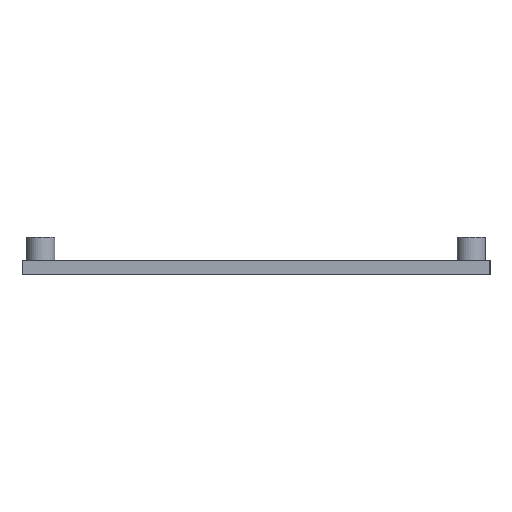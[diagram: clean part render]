
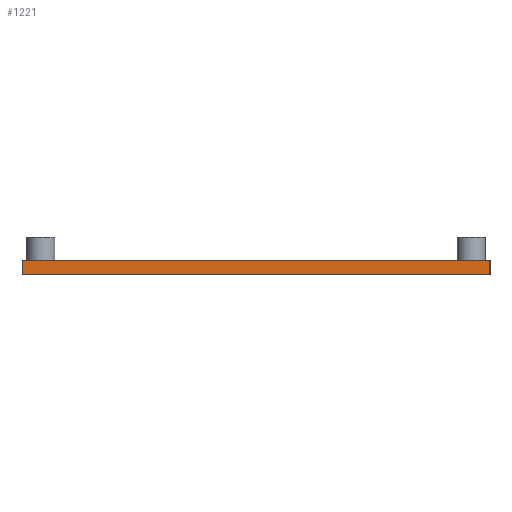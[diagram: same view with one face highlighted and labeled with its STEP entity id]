
A CAD part, left-side view. The second image highlights one B-rep face of the part: STEP entity #1221.
In plain terms, the highlighted planar face has unit normal (-1, 0, 0).
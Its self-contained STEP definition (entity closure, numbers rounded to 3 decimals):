
#73=PLANE('',#1345);
#139=FACE_OUTER_BOUND('',#213,.T.);
#213=EDGE_LOOP('',(#1045,#1046,#1047,#1048));
#337=LINE('',#2032,#449);
#338=LINE('',#2035,#450);
#339=LINE('',#2037,#451);
#340=LINE('',#2038,#452);
#449=VECTOR('',#1685,10.);
#450=VECTOR('',#1688,10.);
#451=VECTOR('',#1689,10.);
#452=VECTOR('',#1690,10.);
#621=VERTEX_POINT('',#2028);
#622=VERTEX_POINT('',#2030);
#623=VERTEX_POINT('',#2034);
#624=VERTEX_POINT('',#2036);
#785=EDGE_CURVE('',#621,#622,#337,.T.);
#786=EDGE_CURVE('',#623,#621,#338,.T.);
#787=EDGE_CURVE('',#624,#622,#339,.T.);
#788=EDGE_CURVE('',#623,#624,#340,.T.);
#1045=ORIENTED_EDGE('',*,*,#786,.T.);
#1046=ORIENTED_EDGE('',*,*,#785,.T.);
#1047=ORIENTED_EDGE('',*,*,#787,.F.);
#1048=ORIENTED_EDGE('',*,*,#788,.F.);
#1221=ADVANCED_FACE('',(#139),#73,.T.);
#1345=AXIS2_PLACEMENT_3D('',#2033,#1686,#1687);
#1685=DIRECTION('',(0.,0.,1.));
#1686=DIRECTION('center_axis',(-1.,0.,0.));
#1687=DIRECTION('ref_axis',(0.,-1.,0.));
#1688=DIRECTION('',(0.,-1.,0.));
#1689=DIRECTION('',(0.,-1.,0.));
#1690=DIRECTION('',(0.,0.,1.));
#2028=CARTESIAN_POINT('',(98.5,-99.198,74.778));
#2030=CARTESIAN_POINT('',(98.5,-99.198,77.778));
#2032=CARTESIAN_POINT('',(98.5,-99.198,74.778));
#2033=CARTESIAN_POINT('Origin',(98.5,0.802,74.778));
#2034=CARTESIAN_POINT('',(98.5,0.802,74.778));
#2035=CARTESIAN_POINT('',(98.5,0.802,74.778));
#2036=CARTESIAN_POINT('',(98.5,0.802,77.778));
#2037=CARTESIAN_POINT('',(98.5,0.802,77.778));
#2038=CARTESIAN_POINT('',(98.5,0.802,74.778));
